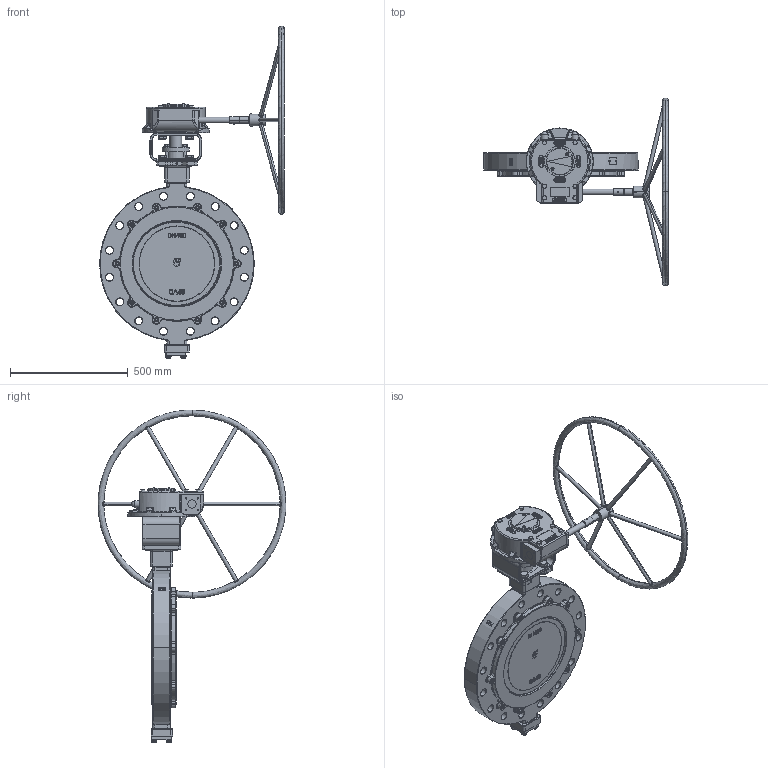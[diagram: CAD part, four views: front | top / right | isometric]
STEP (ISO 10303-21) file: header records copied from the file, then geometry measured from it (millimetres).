
FILE_DESCRIPTION(('HOOPS Exchange Step'),'2;1');
FILE_NAME('AK14_DN400_PN40_Getriebe.stp','2024-11-22T14:52:10+01:00',('nieru'),('Unknown organisation'),'HOOPS Exchange 2024.2','HOOPS Exchange','Unknown authorisation');
FILE_SCHEMA( ('AP203_CONFIGURATION_CONTROLLED_3D_DESIGN_OF_MECHANICAL_PARTS_AND_ASSEMBLIES_MIM_LF') );
Length unit declared in the file: millimetre
Products named in the file (9): 0; root
Assembly tree (8 placements, depth 4):
  root
    0
    0
      0
        0
      0
      0
      0
      0
Bounding box: 785.2 x 798.44 x 1412 mm (x, y, z)
Volume: 33938883.4 mm3; surface area: 2832261.3 mm2
Topology: 89 solids, 90 shells, 4602 faces, 10995 edges, 6637 vertices
Faces by surface type: bspline 1232, plane 1221, cylinder 1215, torus 512, cone 403, sphere 19
Full cylindrical faces by diameter (mm): 6.647 x8, 6.8 x1, 10 x3, 10.5 x2, 12 x1, 13 x2, 13.835 x8, 17.294 x4, 18 x12, 20 x4, 22 x8, 24 x3, 24.98 x2, 27.7 x4, 30 x2, 33.6 x8, 35 x1, 50 x6, 55 x1, 73.69 x1, 115 x1, 116 x1, 120 x1, 320 x1, 405 x1
Entity records: 355934 total; most frequent: CARTESIAN_POINT 255323, ORIENTED_EDGE 21764, DIRECTION 18799, EDGE_CURVE 10882, AXIS2_PLACEMENT_3D 7371, VERTEX_POINT 6638, EDGE_LOOP 4904, FACE_BOUND 4904
